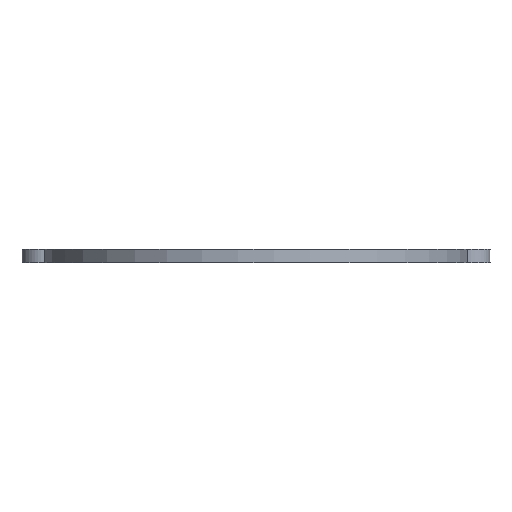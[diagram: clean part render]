
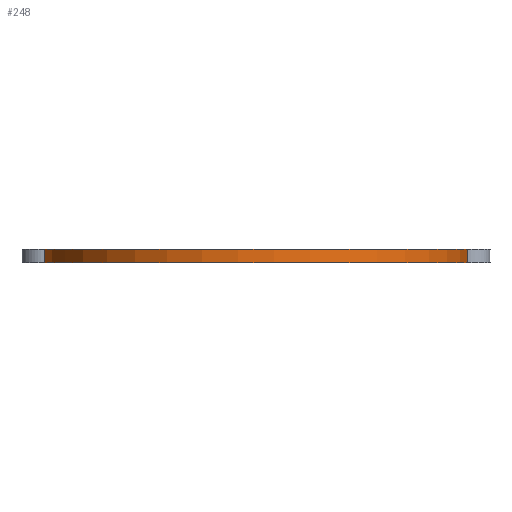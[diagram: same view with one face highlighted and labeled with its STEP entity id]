
A CAD part, front view. The second image highlights one B-rep face of the part: STEP entity #248.
In plain terms, the highlighted cylindrical face has radius 39 mm (diameter 78 mm), a partial arc.
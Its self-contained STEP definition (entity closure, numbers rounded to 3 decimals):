
#38 = VERTEX_POINT ( 'NONE', #681 ) ;
#103 = DIRECTION ( 'NONE',  ( 0., 0., -1. ) ) ;
#108 = AXIS2_PLACEMENT_3D ( 'NONE', #196, #740, #433 ) ;
#140 = CARTESIAN_POINT ( 'NONE',  ( 38.795, -3.995, 0. ) ) ;
#196 = CARTESIAN_POINT ( 'NONE',  ( 0., 0., 2.5 ) ) ;
#218 = DIRECTION ( 'NONE',  ( 1., 0., 0. ) ) ;
#240 = ORIENTED_EDGE ( 'NONE', *, *, #736, .F. ) ;
#248 = ADVANCED_FACE ( 'NONE', ( #455 ), #692, .T. ) ;
#282 = EDGE_CURVE ( 'NONE', #787, #371, #480, .T. ) ;
#295 = VERTEX_POINT ( 'NONE', #140 ) ;
#296 = ORIENTED_EDGE ( 'NONE', *, *, #358, .T. ) ;
#331 = EDGE_LOOP ( 'NONE', ( #296, #240, #362, #460 ) ) ;
#358 = EDGE_CURVE ( 'NONE', #38, #295, #619, .T. ) ;
#362 = ORIENTED_EDGE ( 'NONE', *, *, #282, .F. ) ;
#367 = DIRECTION ( 'NONE',  ( 0., 0., -1. ) ) ;
#371 = VERTEX_POINT ( 'NONE', #837 ) ;
#433 = DIRECTION ( 'NONE',  ( -1., 0., 0. ) ) ;
#455 = FACE_OUTER_BOUND ( 'NONE', #331, .T. ) ;
#460 = ORIENTED_EDGE ( 'NONE', *, *, #481, .T. ) ;
#480 = CIRCLE ( 'NONE', #889, 39. ) ;
#481 = EDGE_CURVE ( 'NONE', #787, #38, #804, .T. ) ;
#513 = VECTOR ( 'NONE', #367, 1000. ) ;
#522 = DIRECTION ( 'NONE',  ( 0., 0., 1. ) ) ;
#530 = DIRECTION ( 'NONE',  ( 0., 0., 1. ) ) ;
#599 = CARTESIAN_POINT ( 'NONE',  ( 0., 0., 2.5 ) ) ;
#605 = DIRECTION ( 'NONE',  ( 1., 0., 0. ) ) ;
#607 = VECTOR ( 'NONE', #103, 1000. ) ;
#619 = CIRCLE ( 'NONE', #817, 39. ) ;
#627 = CARTESIAN_POINT ( 'NONE',  ( -38.795, -3.995, 2.5 ) ) ;
#681 = CARTESIAN_POINT ( 'NONE',  ( -38.795, -3.995, 0. ) ) ;
#682 = CARTESIAN_POINT ( 'NONE',  ( 38.795, -3.995, 2.5 ) ) ;
#686 = CARTESIAN_POINT ( 'NONE',  ( 0., 0., 0. ) ) ;
#692 = CYLINDRICAL_SURFACE ( 'NONE', #108, 39. ) ;
#736 = EDGE_CURVE ( 'NONE', #371, #295, #866, .T. ) ;
#740 = DIRECTION ( 'NONE',  ( 0., 0., -1. ) ) ;
#758 = CARTESIAN_POINT ( 'NONE',  ( -38.795, -3.995, 2.5 ) ) ;
#787 = VERTEX_POINT ( 'NONE', #758 ) ;
#804 = LINE ( 'NONE', #627, #607 ) ;
#817 = AXIS2_PLACEMENT_3D ( 'NONE', #686, #530, #605 ) ;
#837 = CARTESIAN_POINT ( 'NONE',  ( 38.795, -3.995, 2.5 ) ) ;
#866 = LINE ( 'NONE', #682, #513 ) ;
#889 = AXIS2_PLACEMENT_3D ( 'NONE', #599, #522, #218 ) ;
